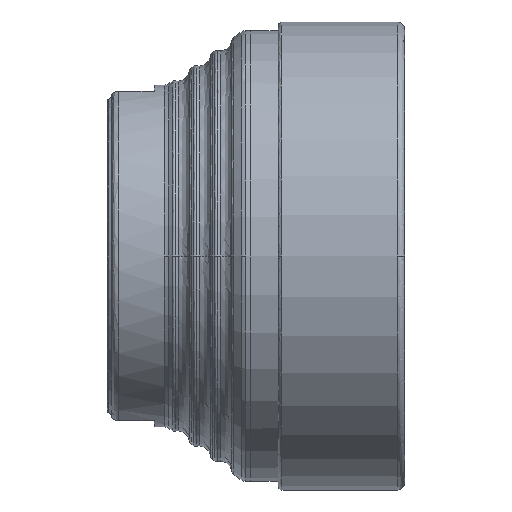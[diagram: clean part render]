
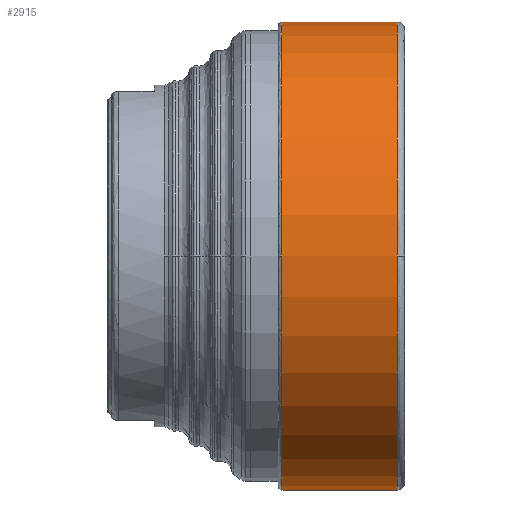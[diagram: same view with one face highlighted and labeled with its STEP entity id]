
A CAD part, front view. The second image highlights one B-rep face of the part: STEP entity #2915.
In plain terms, the highlighted cylindrical face has radius 31.5 mm (diameter 63 mm), a partial arc.
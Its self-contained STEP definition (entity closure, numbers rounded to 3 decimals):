
#108 = EDGE_CURVE ( 'NONE', #558, #4202, #3780, .T. ) ;
#179 = LINE ( 'NONE', #3338, #4701 ) ;
#195 = VECTOR ( 'NONE', #2501, 1000. ) ;
#281 = AXIS2_PLACEMENT_3D ( 'NONE', #608, #579, #617 ) ;
#315 = FACE_OUTER_BOUND ( 'NONE', #4576, .T. ) ;
#319 = EDGE_CURVE ( 'NONE', #1969, #4202, #1452, .T. ) ;
#464 = DIRECTION ( 'NONE',  ( 0., 1., 0. ) ) ;
#558 = VERTEX_POINT ( 'NONE', #1534 ) ;
#579 = DIRECTION ( 'NONE',  ( 1., 0., 0. ) ) ;
#608 = CARTESIAN_POINT ( 'NONE',  ( -15.75, 0., 0. ) ) ;
#617 = DIRECTION ( 'NONE',  ( 0., 0., -1. ) ) ;
#898 = CARTESIAN_POINT ( 'NONE',  ( -15.75, 0., -31.5 ) ) ;
#1324 = DIRECTION ( 'NONE',  ( -1., 0., 0. ) ) ;
#1334 = DIRECTION ( 'NONE',  ( 0., 0., 1. ) ) ;
#1346 = CARTESIAN_POINT ( 'NONE',  ( -15.75, 0., 0. ) ) ;
#1452 = LINE ( 'NONE', #898, #195 ) ;
#1493 = VERTEX_POINT ( 'NONE', #4078 ) ;
#1534 = CARTESIAN_POINT ( 'NONE',  ( -0.25, -31.5, 0. ) ) ;
#1645 = ORIENTED_EDGE ( 'NONE', *, *, #3033, .F. ) ;
#1779 = DIRECTION ( 'NONE',  ( 0., 1., 0. ) ) ;
#1801 = DIRECTION ( 'NONE',  ( 1., 0., 0. ) ) ;
#1809 = AXIS2_PLACEMENT_3D ( 'NONE', #3179, #3165, #3158 ) ;
#1818 = CARTESIAN_POINT ( 'NONE',  ( -0.25, 0., 0. ) ) ;
#1821 = CARTESIAN_POINT ( 'NONE',  ( -0.25, 0., 0. ) ) ;
#1834 = DIRECTION ( 'NONE',  ( 1., 0., 0. ) ) ;
#1886 = ORIENTED_EDGE ( 'NONE', *, *, #3630, .F. ) ;
#1969 = VERTEX_POINT ( 'NONE', #2592 ) ;
#1973 = VERTEX_POINT ( 'NONE', #2561 ) ;
#2238 = ORIENTED_EDGE ( 'NONE', *, *, #3414, .F. ) ;
#2262 = CIRCLE ( 'NONE', #1809, 31.5 ) ;
#2283 = ORIENTED_EDGE ( 'NONE', *, *, #108, .F. ) ;
#2501 = DIRECTION ( 'NONE',  ( 1., 0., 0. ) ) ;
#2561 = CARTESIAN_POINT ( 'NONE',  ( -15.75, 0., 31.5 ) ) ;
#2585 = VERTEX_POINT ( 'NONE', #3759 ) ;
#2592 = CARTESIAN_POINT ( 'NONE',  ( -15.75, 0., -31.5 ) ) ;
#2879 = AXIS2_PLACEMENT_3D ( 'NONE', #1346, #1324, #1334 ) ;
#2915 = ADVANCED_FACE ( 'NONE', ( #315 ), #4771, .T. ) ;
#3033 = EDGE_CURVE ( 'NONE', #1493, #558, #4751, .T. ) ;
#3069 = AXIS2_PLACEMENT_3D ( 'NONE', #1821, #1834, #464 ) ;
#3158 = DIRECTION ( 'NONE',  ( 0., 0., 1. ) ) ;
#3165 = DIRECTION ( 'NONE',  ( -1., 0., 0. ) ) ;
#3179 = CARTESIAN_POINT ( 'NONE',  ( -15.75, 0., 0. ) ) ;
#3324 = DIRECTION ( 'NONE',  ( 1., 0., 0. ) ) ;
#3338 = CARTESIAN_POINT ( 'NONE',  ( -15.75, 0., 31.5 ) ) ;
#3414 = EDGE_CURVE ( 'NONE', #1969, #2585, #4177, .T. ) ;
#3630 = EDGE_CURVE ( 'NONE', #2585, #1973, #2262, .T. ) ;
#3759 = CARTESIAN_POINT ( 'NONE',  ( -15.75, -31.5, 0. ) ) ;
#3780 = CIRCLE ( 'NONE', #4391, 31.5 ) ;
#3837 = ORIENTED_EDGE ( 'NONE', *, *, #4397, .F. ) ;
#3854 = CARTESIAN_POINT ( 'NONE',  ( -0.25, 0., -31.5 ) ) ;
#4078 = CARTESIAN_POINT ( 'NONE',  ( -0.25, 0., 31.5 ) ) ;
#4177 = CIRCLE ( 'NONE', #2879, 31.5 ) ;
#4202 = VERTEX_POINT ( 'NONE', #3854 ) ;
#4391 = AXIS2_PLACEMENT_3D ( 'NONE', #1818, #1801, #1779 ) ;
#4397 = EDGE_CURVE ( 'NONE', #1973, #1493, #179, .T. ) ;
#4571 = ORIENTED_EDGE ( 'NONE', *, *, #319, .T. ) ;
#4576 = EDGE_LOOP ( 'NONE', ( #3837, #1886, #2238, #4571, #2283, #1645 ) ) ;
#4701 = VECTOR ( 'NONE', #3324, 1000. ) ;
#4751 = CIRCLE ( 'NONE', #3069, 31.5 ) ;
#4771 = CYLINDRICAL_SURFACE ( 'NONE', #281, 31.5 ) ;
